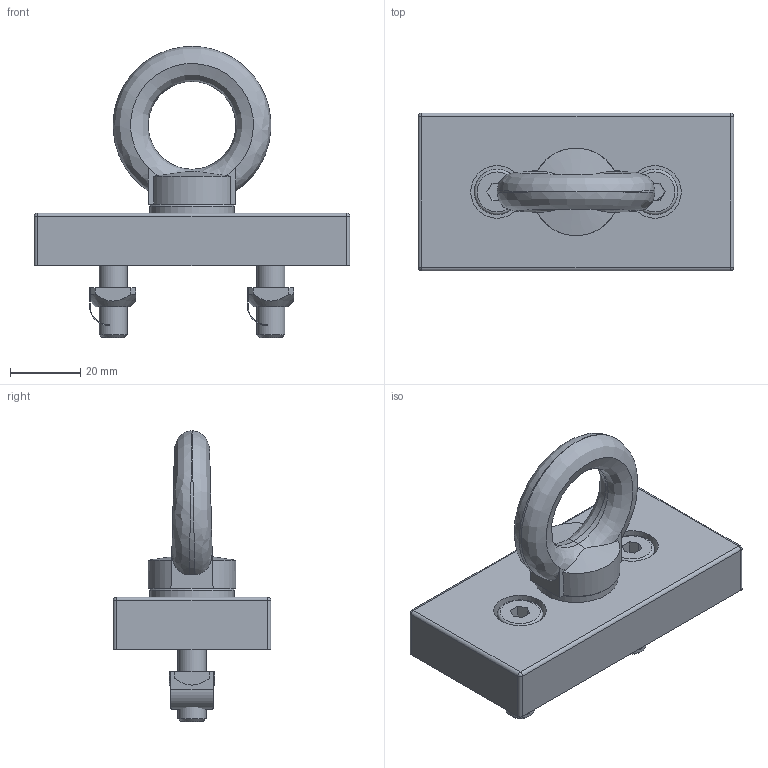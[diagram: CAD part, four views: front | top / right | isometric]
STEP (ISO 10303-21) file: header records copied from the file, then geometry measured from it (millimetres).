
FILE_DESCRIPTION(/* description */ (''),/* implementation_level */ '2;1');
FILE_NAME(/* name */ '290943-0.step',/* time_stamp */ '2021-09-06T08:51:41+02:00',/* author */ ('Schmidt'),/* organization */ (''),/* preprocessor_version */ 'ST-DEVELOPER v18.1',/* originating_system */ 'Autodesk Inventor 2021',/* authorisation */ '');
FILE_SCHEMA (('AUTOMOTIVE_DESIGN { 1 0 10303 214 3 1 1 }'));
Length unit declared in the file: millimetre
Products named in the file (8): MTW_1-00112597; leer; leer_1; 21-1038-1FZ.001; leer_2; MTW_1-00109865; 21-1351-2FZ.005; leer_3
Assembly tree (10 placements, depth 3):
  MTW_1-00112597
    leer
    leer_1
      21-1038-1FZ.001
      leer_2  x2
    MTW_1-00109865
    21-1351-2FZ.005  x2
    leer_3  x2
Bounding box: 90 x 45 x 83 mm (x, y, z)
Volume: 79339.1 mm3; surface area: 25286.4 mm2
Topology: 9 solids, 9 shells, 157 faces, 383 edges, 245 vertices
Faces by surface type: plane 83, cylinder 43, cone 14, torus 9, bspline 4, sphere 4
Full cylindrical faces by diameter (mm): 8 x6, 8.376 x1, 9 x3, 10 x1, 13 x5, 15 x2, 24 x1
Entity records: 3901 total; most frequent: CARTESIAN_POINT 1135, DIRECTION 549, ORIENTED_EDGE 502, EDGE_CURVE 251, AXIS2_PLACEMENT_3D 218, VERTEX_POINT 161, EDGE_LOOP 124, LINE 113
